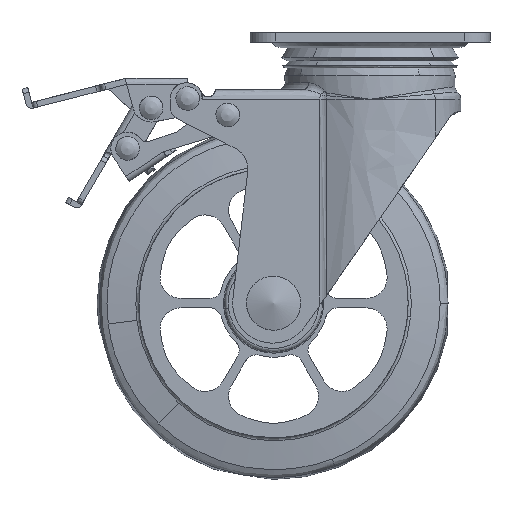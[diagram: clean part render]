
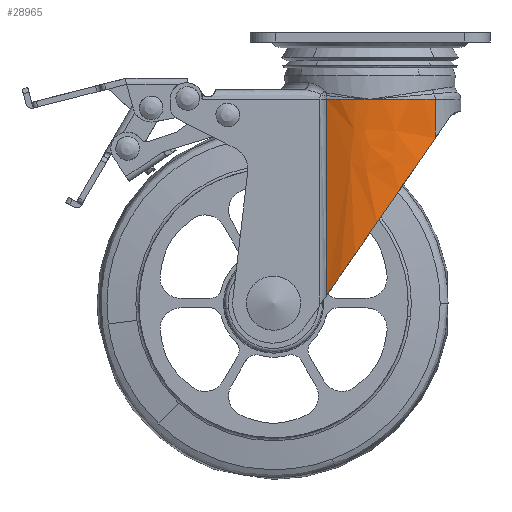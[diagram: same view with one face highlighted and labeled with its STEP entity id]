
A CAD part, front view. The second image highlights one B-rep face of the part: STEP entity #28965.
In plain terms, the highlighted free-form (B-spline) face has degree [1, 2] with [2, 3] control points.
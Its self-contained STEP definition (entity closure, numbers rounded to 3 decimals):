
#23078=CARTESIAN_POINT('',(41.0,-36.15,86.65));
#23079=VERTEX_POINT('',#23078);
#25551=CARTESIAN_POINT('',(22.456,-31.664,86.65));
#25552=VERTEX_POINT('',#25551);
#25601=CARTESIAN_POINT('',(22.456,-31.664,3.177));
#25602=VERTEX_POINT('',#25601);
#25618=CARTESIAN_POINT('',(22.456,-31.664,86.65));
#25619=CARTESIAN_POINT('',(22.456,-31.664,3.177));
#25620=QUASI_UNIFORM_CURVE('',1,(#25618,#25619),.UNSPECIFIED.,.F.,.U.);
#25621=EDGE_CURVE('',#25552,#25602,#25620,.T.);
#28005=CARTESIAN_POINT('',(68.711,-25.211,86.65));
#28006=VERTEX_POINT('',#28005);
#28054=CARTESIAN_POINT('',(41.0,-36.15,86.65));
#28055=CARTESIAN_POINT('',(38.292,-36.15,86.65));
#28056=CARTESIAN_POINT('',(33.577,-35.676,86.65));
#28057=CARTESIAN_POINT('',(27.381,-33.931,86.65));
#28058=CARTESIAN_POINT('',(23.973,-32.443,86.65));
#28059=CARTESIAN_POINT('',(22.456,-31.664,86.65));
#28060=B_SPLINE_CURVE_WITH_KNOTS('',3,(#28054,#28055,#28056,#28057,#28058,#28059),.UNSPECIFIED.,.F.,.U.,(4,1,1,4),(0.,8.125,14.143,19.259),.UNSPECIFIED.);
#28061=EDGE_CURVE('',#23079,#25552,#28060,.T.);
#28289=CARTESIAN_POINT('',(68.711,-25.211,70.139));
#28290=VERTEX_POINT('',#28289);
#28304=CARTESIAN_POINT('',(68.711,-25.211,70.139));
#28305=CARTESIAN_POINT('',(47.855,-44.717,39.946));
#28306=CARTESIAN_POINT('',(22.456,-31.664,3.177));
#28314=(BOUNDED_CURVE()B_SPLINE_CURVE(2,(#28304,#28305,#28306),.UNSPECIFIED.,.F.,.U.)CURVE()GEOMETRIC_REPRESENTATION_ITEM()QUASI_UNIFORM_CURVE()RATIONAL_B_SPLINE_CURVE((1.0,0.818,1.0))REPRESENTATION_ITEM(''));
#28315=EDGE_CURVE('',#28290,#25602,#28314,.T.);
#28930=CARTESIAN_POINT('',(68.968,-24.968,1.091));
#28931=CARTESIAN_POINT('',(68.968,-24.968,88.789));
#28932=CARTESIAN_POINT('',(46.826,-46.043,1.091));
#28933=CARTESIAN_POINT('',(46.826,-46.043,88.789));
#28934=CARTESIAN_POINT('',(20.463,-30.568,1.091));
#28935=CARTESIAN_POINT('',(20.463,-30.568,88.789));
#28943=(BOUNDED_SURFACE()B_SPLINE_SURFACE(1,2,((#28930,#28932,#28934),(#28931,#28933,#28935)),.UNSPECIFIED.,.F.,.F.,.U.)B_SPLINE_SURFACE_WITH_KNOTS((2,2),(3,3),(0.0,87.698),(0.0,54.293),.UNSPECIFIED.)GEOMETRIC_REPRESENTATION_ITEM()RATIONAL_B_SPLINE_SURFACE(((1.0,0.799,1.0),(1.0,0.799,1.0)))REPRESENTATION_ITEM('')SURFACE());
#28944=ORIENTED_EDGE('',*,*,#28061,.T.);
#28945=ORIENTED_EDGE('',*,*,#25621,.T.);
#28946=ORIENTED_EDGE('',*,*,#28315,.F.);
#28947=CARTESIAN_POINT('',(68.711,-25.211,70.139));
#28948=CARTESIAN_POINT('',(68.711,-25.211,86.65));
#28949=QUASI_UNIFORM_CURVE('',1,(#28947,#28948),.UNSPECIFIED.,.F.,.U.);
#28950=EDGE_CURVE('',#28290,#28006,#28949,.T.);
#28951=ORIENTED_EDGE('',*,*,#28950,.T.);
#28952=CARTESIAN_POINT('',(68.711,-25.211,86.65));
#28953=CARTESIAN_POINT('',(67.318,-26.513,86.65));
#28954=CARTESIAN_POINT('',(64.287,-28.971,86.65));
#28955=CARTESIAN_POINT('',(59.361,-31.908,86.65));
#28956=CARTESIAN_POINT('',(53.853,-34.214,86.65));
#28957=CARTESIAN_POINT('',(47.752,-35.77,86.65));
#28958=CARTESIAN_POINT('',(43.304,-36.15,86.65));
#28959=CARTESIAN_POINT('',(41.0,-36.15,86.65));
#28960=B_SPLINE_CURVE_WITH_KNOTS('',3,(#28952,#28953,#28954,#28955,#28956,#28957,#28958,#28959),.UNSPECIFIED.,.F.,.U.,(4,1,1,1,1,4),(0.,5.72,11.678,17.159,23.594,30.505),.UNSPECIFIED.);
#28961=EDGE_CURVE('',#28006,#23079,#28960,.T.);
#28962=ORIENTED_EDGE('',*,*,#28961,.T.);
#28963=EDGE_LOOP('',(#28944,#28945,#28946,#28951,#28962));
#28964=FACE_OUTER_BOUND('',#28963,.T.);
#28965=ADVANCED_FACE('',(#28964),#28943,.T.);
